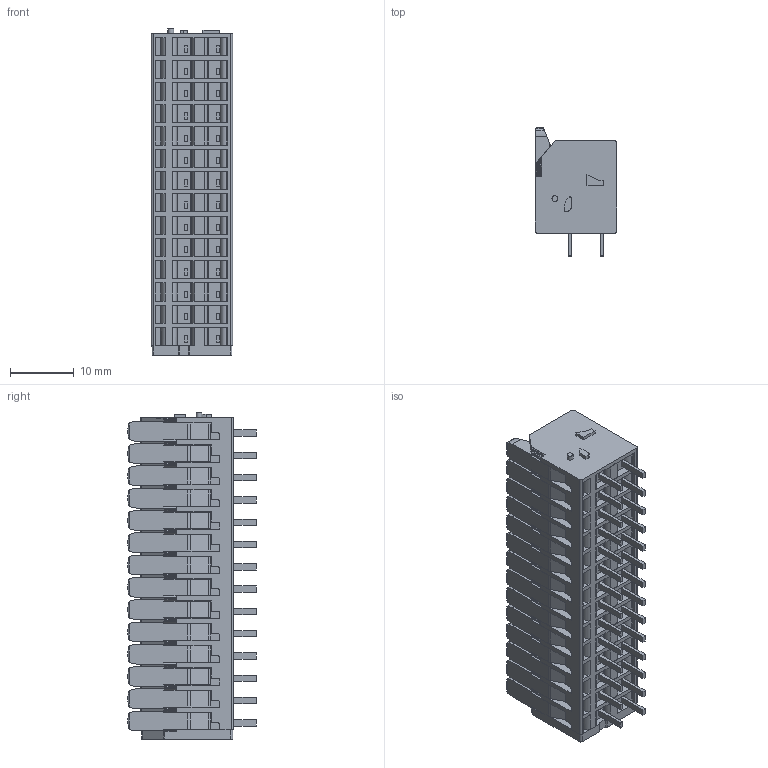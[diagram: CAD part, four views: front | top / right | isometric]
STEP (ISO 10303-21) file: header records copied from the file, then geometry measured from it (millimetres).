
FILE_DESCRIPTION(/* description */ ('STEP AP214'),/* implementation_level */ '2;1');
FILE_NAME(/* name */ '2601-3114',/* time_stamp */ '2025-02-01T23:54:47+01:00',/* author */ ('License CC BY-ND 4.0'),/* organization */ ('CADENAS'),/* preprocessor_version */ 'ST-DEVELOPER v19.3',/* originating_system */ 'PARTsolutions',/* authorisation */ ' ');
FILE_SCHEMA (('AUTOMOTIVE_DESIGN {1 0 10303 214 3 1 1}'));
Length unit declared in the file: millimetre
Products named in the file (1): 2601-3114
Bounding box: 12.75 x 20.18 x 51.25 mm (x, y, z)
Volume: 8255.4 mm3; surface area: 6627.6 mm2
Topology: 1 solids, 1 shells, 1764 faces, 4944 edges, 3292 vertices
Faces by surface type: plane 1045, cylinder 719
Full cylindrical faces by diameter (mm): 0.9 x1
Entity records: 69371 total; most frequent: CARTESIAN_POINT 10339, ORIENTED_EDGE 9886, DIRECTION 9718, EDGE_CURVE 4943, LINE 3472, VECTOR 3472, VERTEX_POINT 3292, AXIS2_PLACEMENT_3D 3123
